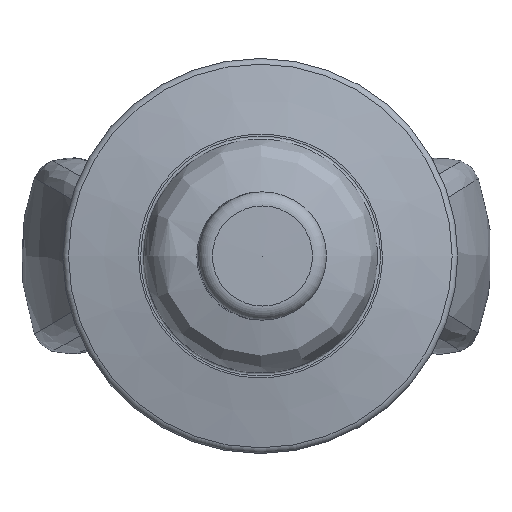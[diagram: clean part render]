
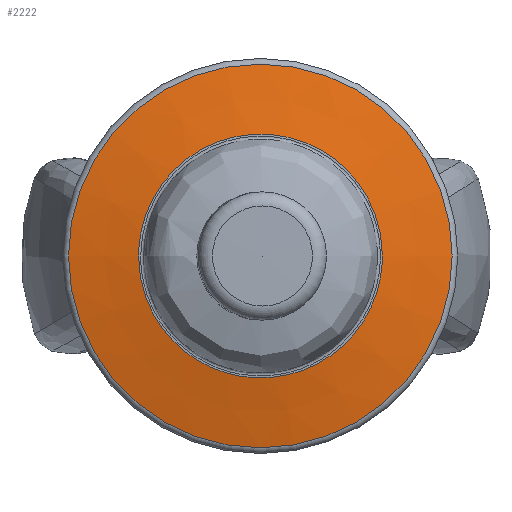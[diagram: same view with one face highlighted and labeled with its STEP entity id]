
A CAD part, front view. The second image highlights one B-rep face of the part: STEP entity #2222.
In plain terms, the highlighted conical face has half-angle 78.642 degrees and reference radius 11.021 mm.
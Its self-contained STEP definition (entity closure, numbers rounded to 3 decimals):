
#44=LINE('',#7897,#66);
#66=VECTOR('',#2539,11.022);
#103=CONICAL_SURFACE('',#2360,11.022,1.373);
#181=FACE_OUTER_BOUND('',#332,.T.);
#332=EDGE_LOOP('',(#1688,#1689,#1690,#1691,#1692,#1693));
#439=CIRCLE('',#2361,13.451);
#440=CIRCLE('',#2362,13.451);
#669=B_SPLINE_CURVE_WITH_KNOTS('',3,(#7811,#7812,#7813,#7814,#7815,#7816,
#7817,#7818,#7819,#7820),.UNSPECIFIED.,.F.,.F.,(4,1,1,1,1,1,1,4),(-3.142,
-2.693,-2.244,-1.795,-1.346,
-0.898,-0.449,0.),
 .UNSPECIFIED.);
#670=B_SPLINE_CURVE_WITH_KNOTS('',3,(#7821,#7822,#7823,#7824,#7825,#7826,
#7827,#7828,#7829,#7830,#7831),.UNSPECIFIED.,.F.,.F.,(4,1,1,1,1,1,1,1,4),
(0.,0.,0.449,0.748,
1.346,1.795,2.244,2.693,3.142),
 .UNSPECIFIED.);
#891=VERTEX_POINT('',#7790);
#893=VERTEX_POINT('',#7810);
#894=VERTEX_POINT('',#7893);
#895=VERTEX_POINT('',#7894);
#1177=EDGE_CURVE('',#891,#893,#669,.T.);
#1178=EDGE_CURVE('',#893,#891,#670,.T.);
#1180=EDGE_CURVE('',#894,#895,#439,.T.);
#1181=EDGE_CURVE('',#895,#894,#440,.T.);
#1182=EDGE_CURVE('',#895,#893,#44,.T.);
#1688=ORIENTED_EDGE('',*,*,#1180,.F.);
#1689=ORIENTED_EDGE('',*,*,#1181,.F.);
#1690=ORIENTED_EDGE('',*,*,#1182,.T.);
#1691=ORIENTED_EDGE('',*,*,#1177,.F.);
#1692=ORIENTED_EDGE('',*,*,#1178,.F.);
#1693=ORIENTED_EDGE('',*,*,#1182,.F.);
#2222=ADVANCED_FACE('',(#181),#103,.T.);
#2360=AXIS2_PLACEMENT_3D('',#7892,#2533,#2534);
#2361=AXIS2_PLACEMENT_3D('',#7895,#2535,#2536);
#2362=AXIS2_PLACEMENT_3D('',#7896,#2537,#2538);
#2533=DIRECTION('center_axis',(-0.011,1.,0.));
#2534=DIRECTION('ref_axis',(-1.,-0.011,0.));
#2535=DIRECTION('center_axis',(-0.011,1.,0.));
#2536=DIRECTION('ref_axis',(0.,0.,-1.));
#2537=DIRECTION('center_axis',(-0.011,1.,0.));
#2538=DIRECTION('ref_axis',(0.,0.,-1.));
#2539=DIRECTION('',(-0.978,-0.208,0.));
#7790=CARTESIAN_POINT('',(12.385,-41.377,0.));
#7810=CARTESIAN_POINT('',(29.48,-41.187,0.));
#7811=CARTESIAN_POINT('Ctrl Pts',(12.385,-41.377,0.));
#7812=CARTESIAN_POINT('Ctrl Pts',(12.385,-41.377,-1.279));
#7813=CARTESIAN_POINT('Ctrl Pts',(12.968,-41.371,-3.835));
#7814=CARTESIAN_POINT('Ctrl Pts',(15.421,-41.344,-6.912));
#7815=CARTESIAN_POINT('Ctrl Pts',(18.965,-41.304,-8.618));
#7816=CARTESIAN_POINT('Ctrl Pts',(22.899,-41.26,-8.618));
#7817=CARTESIAN_POINT('Ctrl Pts',(26.444,-41.221,-6.911));
#7818=CARTESIAN_POINT('Ctrl Pts',(28.896,-41.194,-3.836));
#7819=CARTESIAN_POINT('Ctrl Pts',(29.48,-41.187,-1.278));
#7820=CARTESIAN_POINT('Ctrl Pts',(29.48,-41.187,0.));
#7821=CARTESIAN_POINT('Ctrl Pts',(29.48,-41.187,0.));
#7822=CARTESIAN_POINT('Ctrl Pts',(29.48,-41.187,0.));
#7823=CARTESIAN_POINT('Ctrl Pts',(29.48,-41.187,1.278));
#7824=CARTESIAN_POINT('Ctrl Pts',(28.992,-41.193,3.408));
#7825=CARTESIAN_POINT('Ctrl Pts',(26.809,-41.217,6.618));
#7826=CARTESIAN_POINT('Ctrl Pts',(23.34,-41.256,8.624));
#7827=CARTESIAN_POINT('Ctrl Pts',(18.964,-41.304,8.616));
#7828=CARTESIAN_POINT('Ctrl Pts',(15.422,-41.344,6.913));
#7829=CARTESIAN_POINT('Ctrl Pts',(12.967,-41.371,3.835));
#7830=CARTESIAN_POINT('Ctrl Pts',(12.385,-41.377,1.279));
#7831=CARTESIAN_POINT('Ctrl Pts',(12.385,-41.377,0.));
#7892=CARTESIAN_POINT('Origin',(20.927,-40.785,0.));
#7893=CARTESIAN_POINT('',(20.921,-40.297,13.451));
#7894=CARTESIAN_POINT('',(34.371,-40.148,0.));
#7895=CARTESIAN_POINT('Origin',(20.921,-40.297,0.));
#7896=CARTESIAN_POINT('Origin',(20.921,-40.297,0.));
#7897=CARTESIAN_POINT('',(31.948,-40.663,0.));
